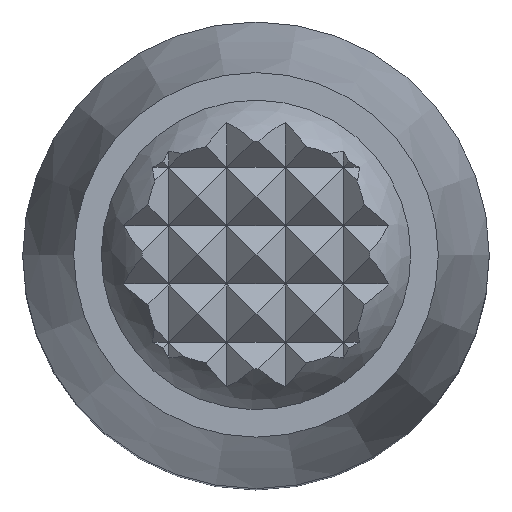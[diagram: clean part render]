
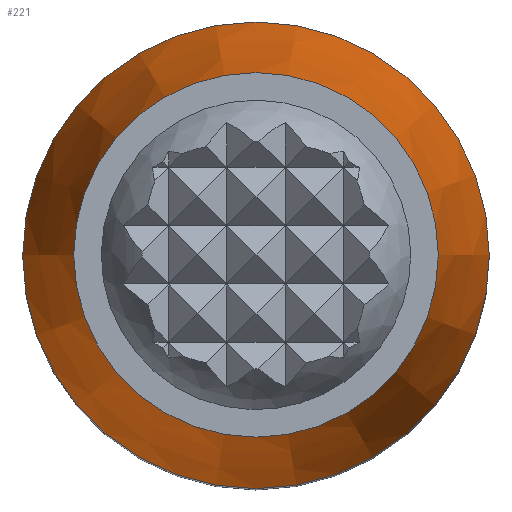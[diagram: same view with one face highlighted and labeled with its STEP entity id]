
A CAD part, top view. The second image highlights one B-rep face of the part: STEP entity #221.
In plain terms, the highlighted conical face has half-angle 11.77 degrees and reference radius 3.125 mm.
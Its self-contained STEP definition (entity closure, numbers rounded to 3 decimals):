
#221 = ADVANCED_FACE( '', ( #486, #487 ), #488, .T. );
#486 = FACE_OUTER_BOUND( '', #797, .T. );
#487 = FACE_BOUND( '', #798, .T. );
#488 = CONICAL_SURFACE( '', #799, 3.125, 0.205 );
#797 = EDGE_LOOP( '', ( #1304 ) );
#798 = EDGE_LOOP( '', ( #1305 ) );
#799 = AXIS2_PLACEMENT_3D( '', #1306, #1307, #1308 );
#1304 = ORIENTED_EDGE( '', *, *, #1851, .F. );
#1305 = ORIENTED_EDGE( '', *, *, #1891, .F. );
#1306 = CARTESIAN_POINT( '', ( 0., 0., 18.05 ) );
#1307 = DIRECTION( '', ( 0., 0., -1. ) );
#1308 = DIRECTION( '', ( -1., 0., 0. ) );
#1851 = EDGE_CURVE( '', #2196, #2196, #2197, .F. );
#1891 = EDGE_CURVE( '', #2249, #2249, #2250, .T. );
#2196 = VERTEX_POINT( '', #2649 );
#2197 = CIRCLE( '', #2650, 4. );
#2249 = VERTEX_POINT( '', #2719 );
#2250 = CIRCLE( '', #2720, 3.125 );
#2649 = CARTESIAN_POINT( '', ( 4., 0., 13.85 ) );
#2650 = AXIS2_PLACEMENT_3D( '', #3011, #3012, #3013 );
#2719 = CARTESIAN_POINT( '', ( 3.125, 0., 18.05 ) );
#2720 = AXIS2_PLACEMENT_3D( '', #3058, #3059, #3060 );
#3011 = CARTESIAN_POINT( '', ( 0., 0., 13.85 ) );
#3012 = DIRECTION( '', ( 0., 0., 1. ) );
#3013 = DIRECTION( '', ( 1., 0., 0. ) );
#3058 = CARTESIAN_POINT( '', ( 0., 0., 18.05 ) );
#3059 = DIRECTION( '', ( 0., 0., 1. ) );
#3060 = DIRECTION( '', ( 1., 0., 0. ) );
